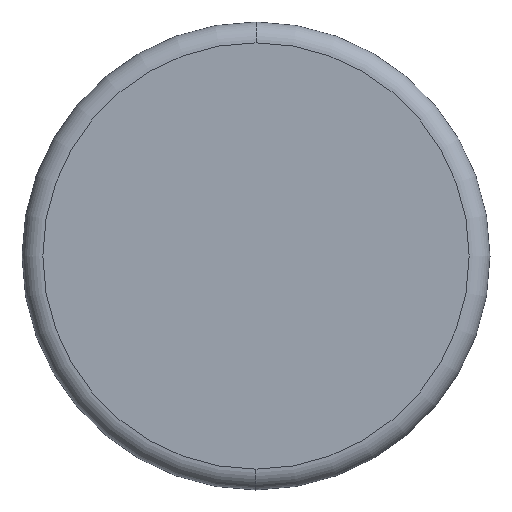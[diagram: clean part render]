
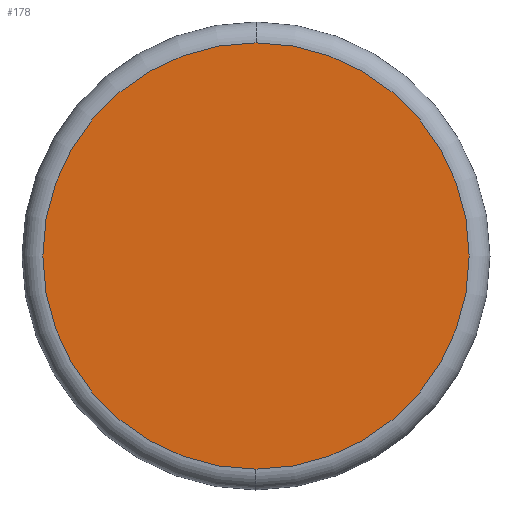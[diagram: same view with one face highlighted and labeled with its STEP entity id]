
A CAD part, left-side view. The second image highlights one B-rep face of the part: STEP entity #178.
In plain terms, the highlighted planar face has unit normal (-1, 0, 0).
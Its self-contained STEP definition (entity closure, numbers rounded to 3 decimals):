
#16 = PLANE ( 'NONE',  #381 ) ;
#21 = CARTESIAN_POINT ( 'NONE',  ( -3., 0., -15.35 ) ) ;
#59 = DIRECTION ( 'NONE',  ( 0., 0., 1. ) ) ;
#72 = VERTEX_POINT ( 'NONE', #21 ) ;
#117 = DIRECTION ( 'NONE',  ( 0., 0., -1. ) ) ;
#124 = CARTESIAN_POINT ( 'NONE',  ( -3., 0., 0. ) ) ;
#171 = ORIENTED_EDGE ( 'NONE', *, *, #594, .T. ) ;
#178 = ADVANCED_FACE ( 'NONE', ( #492 ), #16, .F. ) ;
#179 = DIRECTION ( 'NONE',  ( -1., 0., 0. ) ) ;
#210 = CARTESIAN_POINT ( 'NONE',  ( -3., 15.35, 0. ) ) ;
#222 = AXIS2_PLACEMENT_3D ( 'NONE', #401, #549, #59 ) ;
#226 = EDGE_LOOP ( 'NONE', ( #171, #613 ) ) ;
#264 = EDGE_CURVE ( 'NONE', #72, #306, #276, .T. ) ;
#276 = CIRCLE ( 'NONE', #357, 15.35 ) ;
#306 = VERTEX_POINT ( 'NONE', #470 ) ;
#316 = DIRECTION ( 'NONE',  ( 0., 0., 1. ) ) ;
#349 = CIRCLE ( 'NONE', #222, 15.35 ) ;
#357 = AXIS2_PLACEMENT_3D ( 'NONE', #124, #179, #316 ) ;
#381 = AXIS2_PLACEMENT_3D ( 'NONE', #210, #454, #117 ) ;
#401 = CARTESIAN_POINT ( 'NONE',  ( -3., 0., 0. ) ) ;
#454 = DIRECTION ( 'NONE',  ( 1., 0., 0. ) ) ;
#470 = CARTESIAN_POINT ( 'NONE',  ( -3., 0., 15.35 ) ) ;
#492 = FACE_OUTER_BOUND ( 'NONE', #226, .T. ) ;
#549 = DIRECTION ( 'NONE',  ( -1., 0., 0. ) ) ;
#594 = EDGE_CURVE ( 'NONE', #306, #72, #349, .T. ) ;
#613 = ORIENTED_EDGE ( 'NONE', *, *, #264, .T. ) ;
